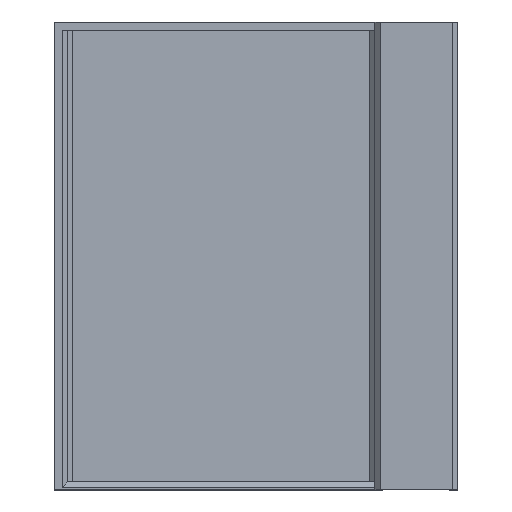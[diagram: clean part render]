
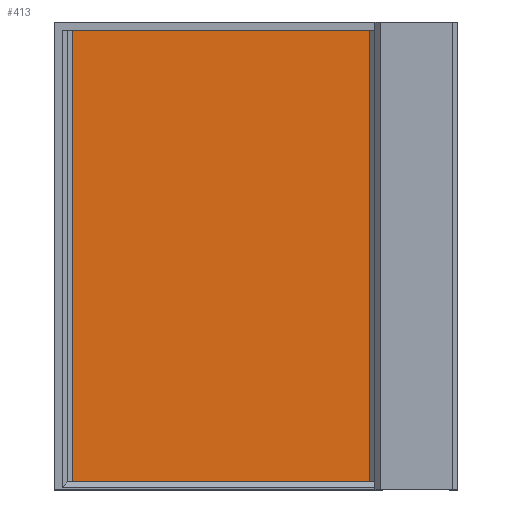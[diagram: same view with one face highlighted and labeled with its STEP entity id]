
A CAD part, top view. The second image highlights one B-rep face of the part: STEP entity #413.
In plain terms, the highlighted planar face has unit normal (0.018, 0, 1).
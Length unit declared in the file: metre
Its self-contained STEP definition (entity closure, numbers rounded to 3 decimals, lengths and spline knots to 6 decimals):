
#21=ORIENTED_EDGE('',*,*,#139,.T.);
#22=ORIENTED_EDGE('',*,*,#140,.T.);
#23=ORIENTED_EDGE('',*,*,#141,.F.);
#24=ORIENTED_EDGE('',*,*,#142,.T.);
#139=EDGE_CURVE('',#198,#199,#237,.T.);
#140=EDGE_CURVE('',#199,#200,#238,.T.);
#141=EDGE_CURVE('',#201,#200,#239,.T.);
#142=EDGE_CURVE('',#201,#198,#240,.T.);
#198=VERTEX_POINT('',#596);
#199=VERTEX_POINT('',#597);
#200=VERTEX_POINT('',#599);
#201=VERTEX_POINT('',#601);
#237=LINE('',#595,#296);
#238=LINE('',#598,#297);
#239=LINE('',#600,#298);
#240=LINE('',#602,#299);
#296=VECTOR('',#484,1.);
#297=VECTOR('',#485,1.);
#298=VECTOR('',#486,1.);
#299=VECTOR('',#487,1.);
#347=EDGE_LOOP('',(#21,#22,#23,#24));
#369=FACE_BOUND('',#347,.T.);
#391=PLANE('',#448);
#413=ADVANCED_FACE('',(#369),#391,.F.);
#448=AXIS2_PLACEMENT_3D('',#594,#482,#483);
#482=DIRECTION('',(-0.017,0.,-1.));
#483=DIRECTION('',(-1.,0.,0.017));
#484=DIRECTION('',(-1.,0.,0.017));
#485=DIRECTION('',(0.,-1.,0.));
#486=DIRECTION('',(-1.,0.,0.017));
#487=DIRECTION('',(0.,1.,0.));
#594=CARTESIAN_POINT('',(-0.073,-0.0875,0.004004));
#595=CARTESIAN_POINT('',(-0.073,0.0845,0.004004));
#596=CARTESIAN_POINT('',(-0.0175,0.0845,0.003035));
#597=CARTESIAN_POINT('',(-0.1285,0.0845,0.004972));
#598=CARTESIAN_POINT('',(-0.1285,-0.0875,0.004972));
#599=CARTESIAN_POINT('',(-0.1285,-0.0845,0.004972));
#600=CARTESIAN_POINT('',(-0.073,-0.0845,0.004004));
#601=CARTESIAN_POINT('',(-0.0175,-0.0845,0.003035));
#602=CARTESIAN_POINT('',(-0.0175,0.0845,0.003035));
